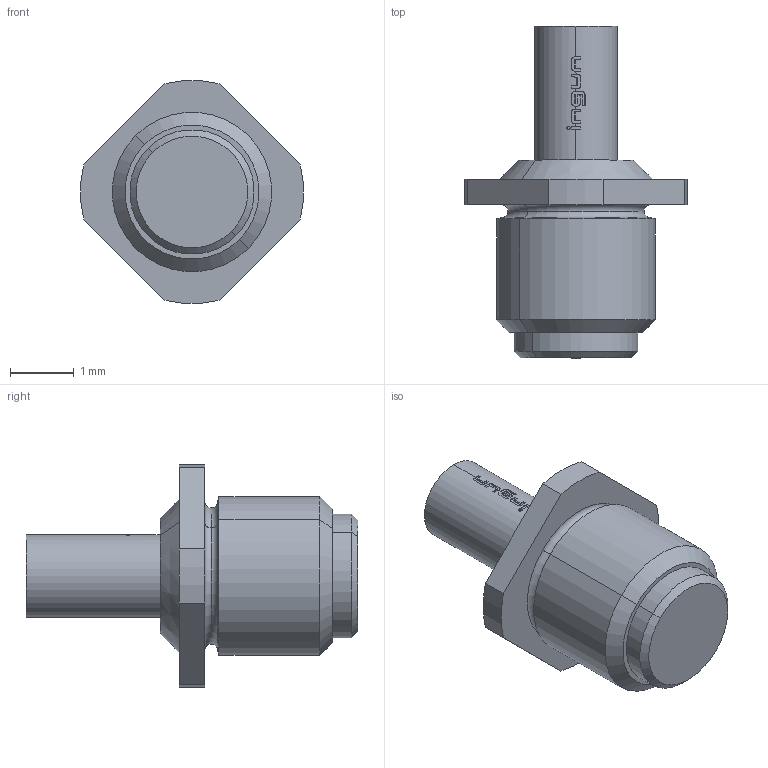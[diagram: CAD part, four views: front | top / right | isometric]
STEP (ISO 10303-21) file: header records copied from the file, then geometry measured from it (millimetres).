
FILE_DESCRIPTION (( 'STEP AP203' ), '1' );
FILE_NAME ('INGUN_GKS-967_303_130_A_xx01_M.STEP', '2021-09-14T05:29:55', ( 'ochi' ), ( '' ), 'SwSTEP 2.0', 'SolidWorks 2018', '' );
FILE_SCHEMA (( 'CONFIG_CONTROL_DESIGN' ));
Length unit declared in the file: millimetre
Products named in the file (1): INGUN_GKS-967_303_130_A_xx01_M
Bounding box: 3.49 x 5.2 x 3.49 mm (x, y, z)
Volume: 17.5 mm3; surface area: 49.5 mm2
Topology: 1 solids, 1 shells, 95 faces, 255 edges, 165 vertices
Faces by surface type: bspline 46, cylinder 20, plane 15, cone 10, torus 4
Entity records: 3430 total; most frequent: CARTESIAN_POINT 1436, ORIENTED_EDGE 506, EDGE_CURVE 253, DIRECTION 217, B_SPLINE_CURVE_WITH_KNOTS 174, VERTEX_POINT 165, EDGE_LOOP 100, ADVANCED_FACE 95
